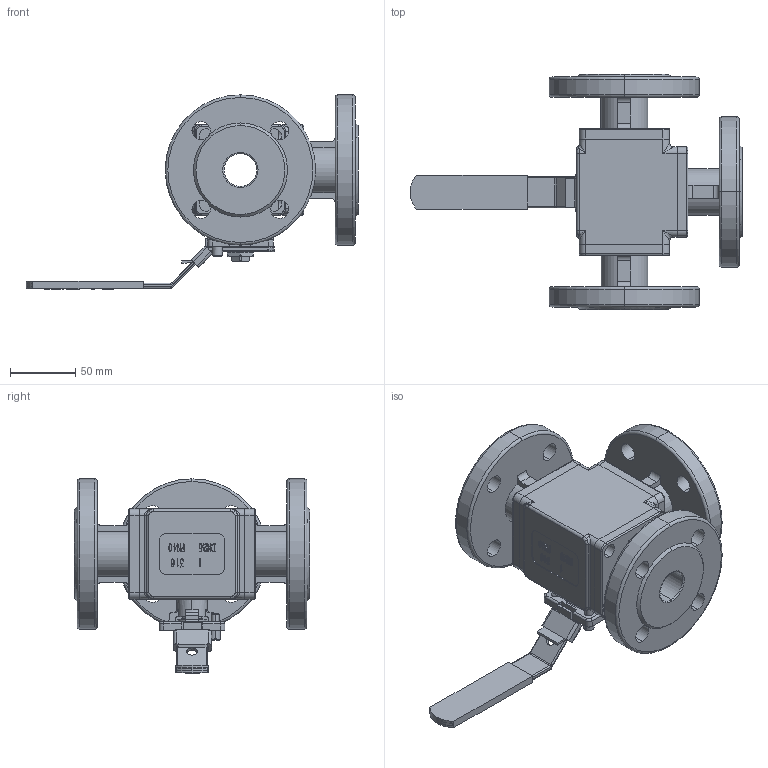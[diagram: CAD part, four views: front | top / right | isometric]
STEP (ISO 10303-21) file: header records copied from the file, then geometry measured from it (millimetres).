
FILE_DESCRIPTION(/* description */ ('Unknown','CAx-IF Rec.Pracs.---Representation and Presentation of Product Manufacturing Information (PMI)---4.0---2014-10-13','CAx-IF Rec.Pracs.---3D Tessellated Geometry---0.4---2014-09-14','2;1'),/* implementation_level */ '2;1');
FILE_NAME(/* name */ '9342_9343-06',/* time_stamp */ '2023-12-06T10:44:08+01:00',/* author */ ('Unknown'),/* organization */ ('Unknown'),/* preprocessor_version */ 'ST-DEVELOPER v18.102',/* originating_system */ 'Solid Edge',/* authorisation */ 'Unknown');
FILE_SCHEMA (('AP242_MANAGED_MODEL_BASED_3D_ENGINEERING_MIM_LF { 1 0 10303 442 1 1 4 }'));
Length unit declared in the file: millimetre
Products named in the file (11): MV-87DT DN25; 概极; 概裔; 概裝; Bellevlle Washer; MV-85 NUT DN25; Nut Stopper; Lock Device; Stop Pin; Plasti Cover; Haddle
Assembly tree (14 placements, depth 2):
  MV-87DT DN25
    概极
    概裔  x3
    概裝
    Bellevlle Washer  x2
    MV-85 NUT DN25  x2
    Nut Stopper
    Lock Device
    Stop Pin
    Plasti Cover
    Haddle
Bounding box: 254.08 x 180 x 148.7 mm (x, y, z)
Volume: 856583.9 mm3; surface area: 227279.8 mm2
Topology: 14 solids, 14 shells, 1133 faces, 2986 edges, 1917 vertices
Faces by surface type: plane 532, cylinder 371, bspline 92, torus 67, cone 65, sphere 6
Entity records: 37140 total; most frequent: CARTESIAN_POINT 12487, ORIENTED_EDGE 5048, DIRECTION 4417, EDGE_CURVE 2524, VERTEX_POINT 1637, AXIS2_PLACEMENT_3D 1475, LINE 1467, VECTOR 1467
